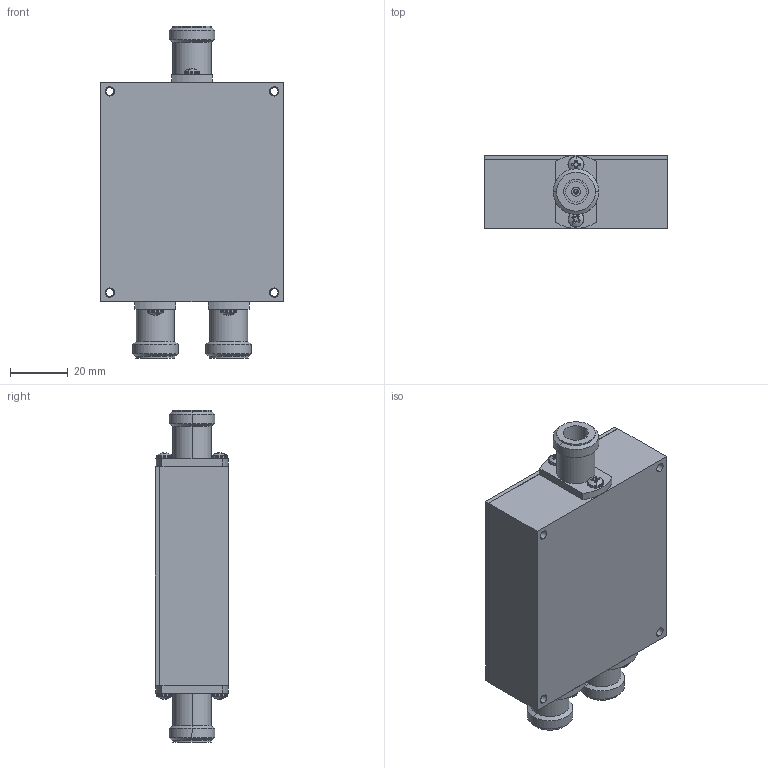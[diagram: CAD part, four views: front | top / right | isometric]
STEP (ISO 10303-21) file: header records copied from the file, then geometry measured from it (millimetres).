
FILE_DESCRIPTION (( 'STEP AP214' ), '1' );
FILE_NAME ('DMS 203-N_B.STEP', '2022-07-21T18:00:19', ( '' ), ( '' ), 'SwSTEP 2.0', 'SolidWorks 2021', '' );
FILE_SCHEMA (( 'AUTOMOTIVE_DESIGN' ));
Length unit declared in the file: millimetre
Products named in the file (1): DMS 203-N_B
Bounding box: 63.5 x 25.4 x 115.32 mm (x, y, z)
Volume: 130284.7 mm3; surface area: 35330.2 mm2
Topology: 11 solids, 11 shells, 1104 faces, 3013 edges, 1977 vertices
Faces by surface type: cylinder 581, plane 356, cone 80, bspline 51, torus 24, sphere 12
Entity records: 43925 total; most frequent: CARTESIAN_POINT 9964, DIRECTION 6107, ORIENTED_EDGE 5998, EDGE_CURVE 2999, AXIS2_PLACEMENT_3D 2348, VERTEX_POINT 1977, VECTOR 1411, LINE 1411
